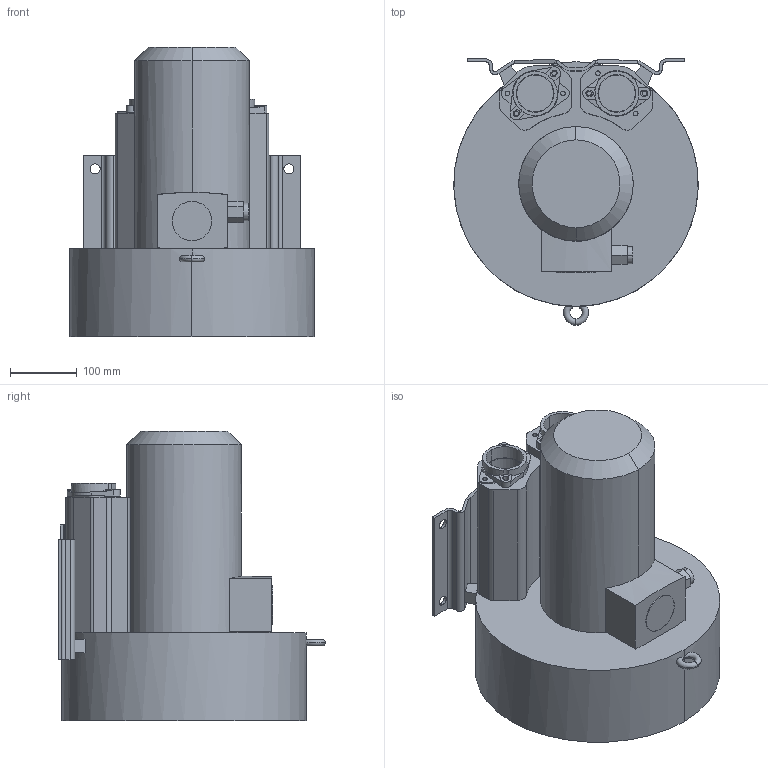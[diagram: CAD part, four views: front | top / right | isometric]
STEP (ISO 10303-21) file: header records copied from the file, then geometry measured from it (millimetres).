
FILE_DESCRIPTION (( 'STEP AP203' ), '1' );
FILE_NAME ('2RB 630-1AQ16.STEP', '2025-12-23T05:29:30', ( '' ), ( '' ), 'SwSTEP 2.0', 'SolidWorks 2025', '' );
FILE_SCHEMA (( 'CONFIG_CONTROL_DESIGN' ));
Length unit declared in the file: millimetre
Products named in the file (1): 2RB 630-1AQ16
Bounding box: 365.8 x 398.75 x 433.45 mm (x, y, z)
Volume: 24634435.1 mm3; surface area: 836965.7 mm2
Topology: 1 solids, 1 shells, 262 faces, 707 edges, 468 vertices
Faces by surface type: plane 134, cylinder 122, torus 4, cone 2
Entity records: 8642 total; most frequent: CARTESIAN_POINT 1791, DIRECTION 1453, ORIENTED_EDGE 1414, EDGE_CURVE 707, AXIS2_PLACEMENT_3D 527, VERTEX_POINT 468, VECTOR 399, LINE 399
